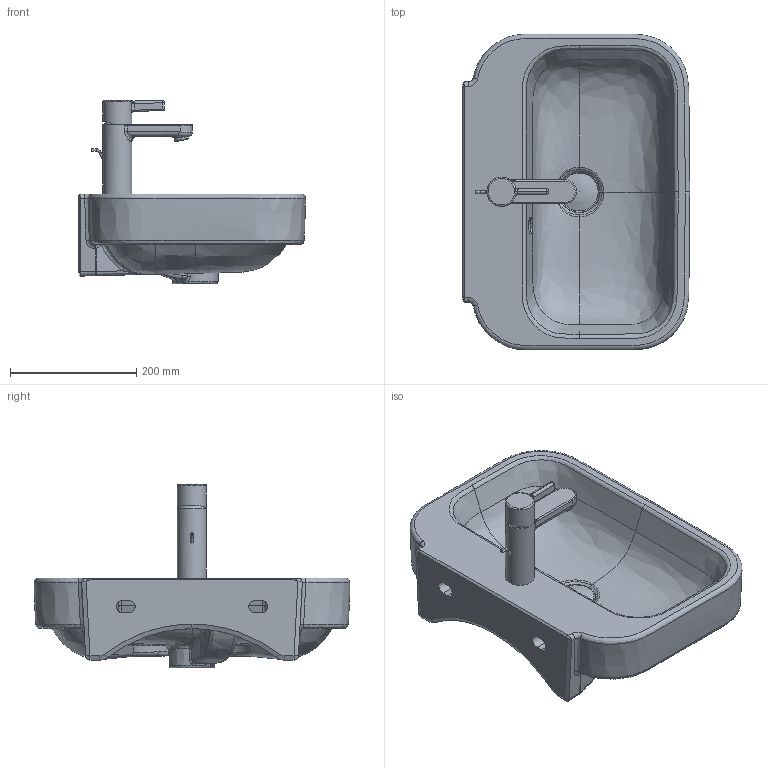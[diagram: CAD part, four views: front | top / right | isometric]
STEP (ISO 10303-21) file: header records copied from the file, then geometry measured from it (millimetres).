
FILE_DESCRIPTION((''),'2;1');
FILE_NAME('070950.stp','2013-06-10T10:06:29',('Administrator'),(''),'Autodesk Inventor 2011','Autodesk Inventor 2011','');
FILE_SCHEMA(('CONFIG_CONTROL_DESIGN'));
Length unit declared in the file: millimetre
Products named in the file (10): 070950; Kelch; Stopfen; Armatur Waschtisch; Fassung Sieb; Griff; Gehäuse; Hebel_Ventil; Gleitring
Assembly tree (9 placements, depth 3):
  070950
    070950
    Kelch
    Stopfen
    Armatur Waschtisch
      Fassung Sieb
      Griff
      Gehäuse
      Hebel_Ventil
      Gleitring
Bounding box: 359.87 x 500.04 x 290.57 mm (x, y, z)
Volume: 8926505.5 mm3; surface area: 700255.1 mm2
Topology: 7 solids, 9 shells, 366 faces, 892 edges, 532 vertices
Faces by surface type: bspline 166, plane 83, cylinder 81, torus 17, sphere 10, cone 9
Full cylindrical faces by diameter (mm): 4 x2, 20.15 x1, 21.15 x1, 22 x1, 23.15 x1, 35 x1, 42 x1, 44 x1, 46 x2, 60 x1
Entity records: 80805 total; most frequent: CARTESIAN_POINT 72741, ORIENTED_EDGE 1694, DIRECTION 1259, EDGE_CURVE 849, VERTEX_POINT 521, AXIS2_PLACEMENT_3D 509, EDGE_LOOP 420, FACE_OUTER_BOUND 365
